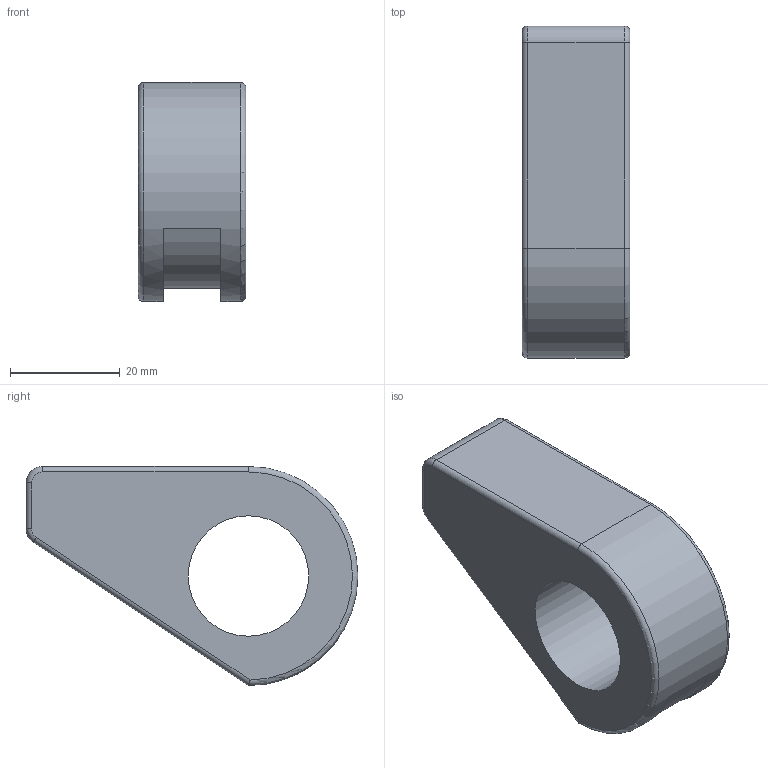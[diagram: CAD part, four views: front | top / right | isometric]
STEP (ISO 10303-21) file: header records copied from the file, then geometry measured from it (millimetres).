
FILE_DESCRIPTION(/* description */ (''),/* implementation_level */ '2;1');
FILE_NAME(/* name */ 'Back Bone Mount PC2.step',/* time_stamp */ '2022-01-13T23:46:19-06:00',/* author */ (''),/* organization */ (''),/* preprocessor_version */ 'ST-DEVELOPER v18.1',/* originating_system */ 'Autodesk Translation Framework v10.10.0.1391',/* authorisation */ '');
FILE_SCHEMA (('AUTOMOTIVE_DESIGN { 1 0 10303 214 3 1 1 }'));
Length unit declared in the file: millimetre
Products named in the file (1): PC2
Bounding box: 19.7 x 60.61 x 40 mm (x, y, z)
Volume: 24974.5 mm3; surface area: 7480.3 mm2
Topology: 1 solids, 1 shells, 30 faces, 66 edges, 40 vertices
Faces by surface type: cylinder 13, plane 11, torus 6
Full cylindrical faces by diameter (mm): 2.8 x2, 22 x1
Entity records: 894 total; most frequent: CARTESIAN_POINT 163, DIRECTION 160, ORIENTED_EDGE 132, EDGE_CURVE 66, AXIS2_PLACEMENT_3D 65, VERTEX_POINT 40, EDGE_LOOP 34, CIRCLE 33
